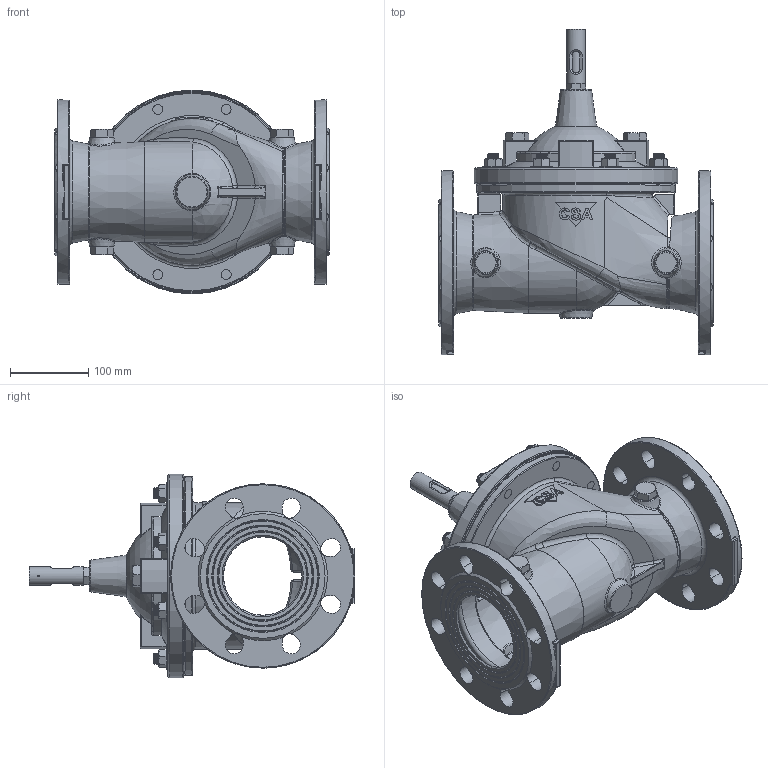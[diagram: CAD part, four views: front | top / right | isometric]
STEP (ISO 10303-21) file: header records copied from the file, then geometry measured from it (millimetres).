
FILE_DESCRIPTION (( 'STEP AP214' ), '1' );
FILE_NAME ('external surfaces XLC400 DN100.STEP', '2017-02-16T11:01:07', ( '' ), ( '' ), 'SwSTEP 2.0', 'SolidWorks 2017', '' );
FILE_SCHEMA (( 'AUTOMOTIVE_DESIGN' ));
Length unit declared in the file: millimetre
Products named in the file (2): external surfaces XLC400 DN100
Bounding box: 350 x 415.5 x 260 mm (x, y, z)
Surface area: 465409.2 mm2 (no closed solid volume)
Topology: 0 solids, 50 shells, 717 faces, 2035 edges, 1277 vertices
Faces by surface type: plane 214, cone 188, cylinder 123, bspline 114, torus 71, sphere 7
Full cylindrical faces by diameter (mm): 2 x1, 16 x1, 24 x1, 28 x8, 235 x2, 248 x1, 254 x1, 260 x1
Entity records: 55472 total; most frequent: CARTESIAN_POINT 31523, ORIENTED_EDGE 3096, DIRECTION 3038, EDGE_CURVE 1855, AXIS2_PLACEMENT_3D 1333, VERTEX_POINT 1248, EDGE_LOOP 931, FACE_OUTER_BOUND 752
